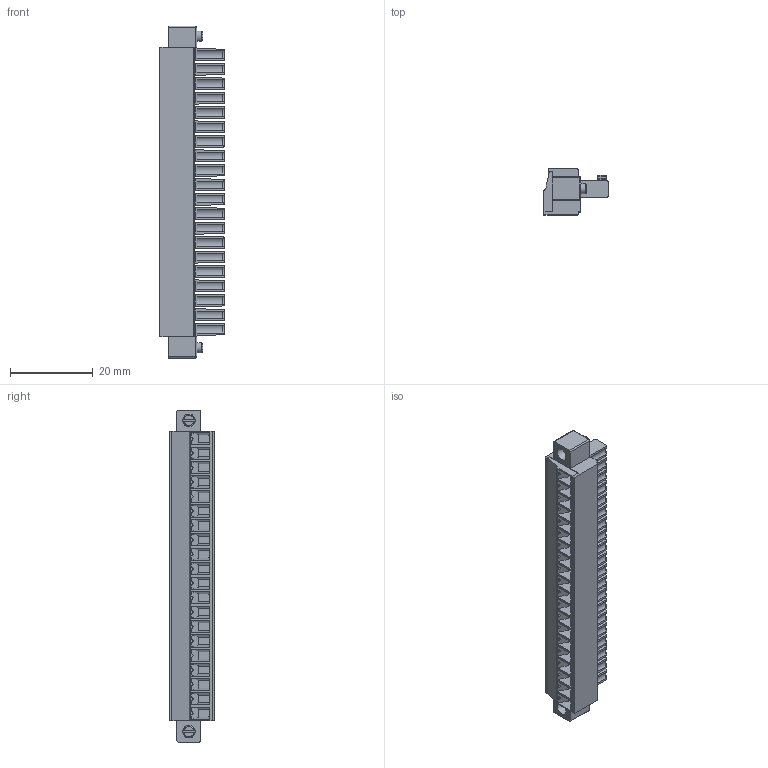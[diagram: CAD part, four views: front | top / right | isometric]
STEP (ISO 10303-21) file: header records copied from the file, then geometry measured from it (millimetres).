
FILE_DESCRIPTION(('STEP AP214'),'1');
FILE_NAME('SH20-3,5-K.stp','2018-11-19T10:38:44',(' '),(' '),'Spatial InterOp 3D',' ',' ');
FILE_SCHEMA(('AUTOMOTIVE_DESIGN { 1 0 10303 214 1 1 1 1 }'));
Length unit declared in the file: metre
Products named in the file (1): 1
Bounding box: 15.5 x 11.1 x 80.4 mm (x, y, z)
Volume: 6976.5 mm3; surface area: 8023.7 mm2
Topology: 1 solids, 1 shells, 1670 faces, 4443 edges, 2833 vertices
Faces by surface type: plane 1124, cylinder 376, torus 64, cone 62, sphere 44
Full cylindrical faces by diameter (mm): 1.2 x20, 2.5 x2, 2.8 x20, 3 x22
Entity records: 64092 total; most frequent: CARTESIAN_POINT 9966, ORIENTED_EDGE 8416, DIRECTION 8302, EDGE_CURVE 4208, LINE 3112, VECTOR 3112, VERTEX_POINT 2768, AXIS2_PLACEMENT_3D 2595
